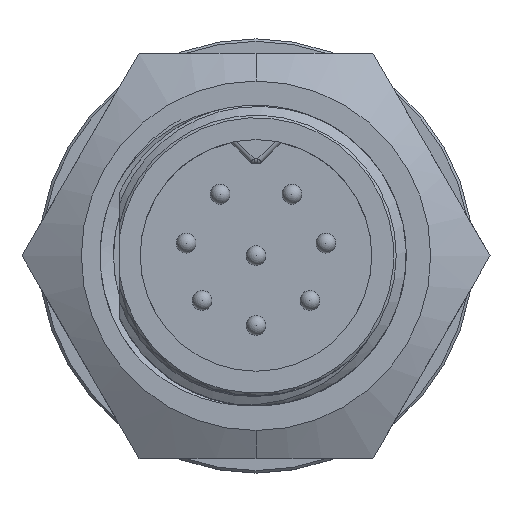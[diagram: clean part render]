
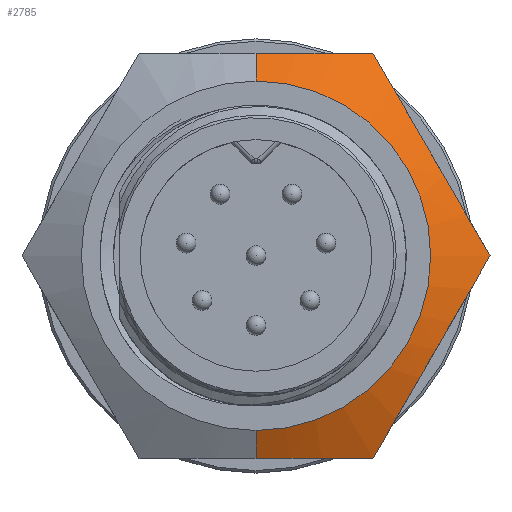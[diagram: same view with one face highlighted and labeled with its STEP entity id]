
A CAD part, top view. The second image highlights one B-rep face of the part: STEP entity #2785.
In plain terms, the highlighted conical face has half-angle 61.689 degrees and reference radius 11.926 mm.
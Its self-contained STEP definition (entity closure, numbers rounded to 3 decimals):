
#216 = CARTESIAN_POINT ( 'NONE',  ( 1.012, -10.312, -0.766 ) ) ;
#284 = CARTESIAN_POINT ( 'NONE',  ( 2.511, 10.312, -0.923 ) ) ;
#298 = DIRECTION ( 'NONE',  ( 0., -0.88, -0.474 ) ) ;
#324 = AXIS2_PLACEMENT_3D ( 'NONE', #13259, #11332, #9403 ) ;
#405 = ORIENTED_EDGE ( 'NONE', *, *, #15887, .F. ) ;
#885 = ORIENTED_EDGE ( 'NONE', *, *, #5424, .F. ) ;
#992 = VERTEX_POINT ( 'NONE', #20956 ) ;
#2225 = CARTESIAN_POINT ( 'NONE',  ( 4.98, 10.312, -1.363 ) ) ;
#2365 = CARTESIAN_POINT ( 'NONE',  ( 7.922, 6.904, -0.848 ) ) ;
#2514 = EDGE_CURVE ( 'NONE', #3771, #6491, #18863, .T. ) ;
#2680 = CARTESIAN_POINT ( 'NONE',  ( 5.954, -10.312, -1.626 ) ) ;
#2785 = ADVANCED_FACE ( 'NONE', ( #21762 ), #15443, .T. ) ;
#2850 = VERTEX_POINT ( 'NONE', #5588 ) ;
#2974 = CARTESIAN_POINT ( 'NONE',  ( 9.94, -3.408, -0.848 ) ) ;
#3188 = LINE ( 'NONE', #11862, #13468 ) ;
#3771 = VERTEX_POINT ( 'NONE', #22478 ) ;
#3955 = VERTEX_POINT ( 'NONE', #13074 ) ;
#4311 = CARTESIAN_POINT ( 'NONE',  ( 9.179, 4.726, -0.766 ) ) ;
#4675 = B_SPLINE_CURVE_WITH_KNOTS ( 'NONE', 3,
 ( #21416, #6015, #23350, #11849, #284, #13784, #2225, #15713 ),
 .UNSPECIFIED., .F., .F.,
 ( 4, 2, 2, 4 ),
 ( 0.006, 0.008, 0.009, 0.012 ),
 .UNSPECIFIED. ) ;
#4920 = CARTESIAN_POINT ( 'NONE',  ( 8.683, -5.586, -0.766 ) ) ;
#5424 = EDGE_CURVE ( 'NONE', #6491, #992, #19359, .T. ) ;
#5438 = B_SPLINE_CURVE_WITH_KNOTS ( 'NONE', 3,
 ( #23486, #9969, #13921, #2365, #15857, #4311, #17780, #6247, #19721, #8183, #21641, #10149 ),
 .UNSPECIFIED., .F., .F.,
 ( 4, 2, 2, 2, 2, 4 ),
 ( 0., 0.003, 0.006, 0.008, 0.009, 0.012 ),
 .UNSPECIFIED. ) ;
#5588 = CARTESIAN_POINT ( 'NONE',  ( 0., 8.89, 0. ) ) ;
#6015 = CARTESIAN_POINT ( 'NONE',  ( 0.504, 10.312, -0.766 ) ) ;
#6247 = CARTESIAN_POINT ( 'NONE',  ( 9.934, 3.418, -0.864 ) ) ;
#6428 = CARTESIAN_POINT ( 'NONE',  ( 0., 0., 0. ) ) ;
#6491 = VERTEX_POINT ( 'NONE', #2680 ) ;
#6814 = DIRECTION ( 'NONE',  ( 0., 0.88, -0.474 ) ) ;
#6857 = CARTESIAN_POINT ( 'NONE',  ( 7.927, -6.894, -0.864 ) ) ;
#7878 = CARTESIAN_POINT ( 'NONE',  ( 5.954, -10.312, -1.626 ) ) ;
#8183 = CARTESIAN_POINT ( 'NONE',  ( 10.929, 1.696, -1.146 ) ) ;
#8361 = EDGE_CURVE ( 'NONE', #13158, #992, #3188, .T. ) ;
#8380 = DIRECTION ( 'NONE',  ( 0., 1., 0. ) ) ;
#8732 = LINE ( 'NONE', #9327, #18961 ) ;
#8808 = CARTESIAN_POINT ( 'NONE',  ( 6.933, -8.616, -1.146 ) ) ;
#9115 = ORIENTED_EDGE ( 'NONE', *, *, #8361, .T. ) ;
#9327 = CARTESIAN_POINT ( 'NONE',  ( 0., 11.926, -1.635 ) ) ;
#9403 = DIRECTION ( 'NONE',  ( 0., 1., 0. ) ) ;
#9471 = ORIENTED_EDGE ( 'NONE', *, *, #12564, .F. ) ;
#9847 = ORIENTED_EDGE ( 'NONE', *, *, #20075, .F. ) ;
#9969 = CARTESIAN_POINT ( 'NONE',  ( 6.441, 9.468, -1.363 ) ) ;
#10032 = ORIENTED_EDGE ( 'NONE', *, *, #2514, .F. ) ;
#10093 = ORIENTED_EDGE ( 'NONE', *, *, #21686, .F. ) ;
#10149 = CARTESIAN_POINT ( 'NONE',  ( 11.908, 0., -1.626 ) ) ;
#10750 = CARTESIAN_POINT ( 'NONE',  ( 5.954, -10.312, -1.626 ) ) ;
#11332 = DIRECTION ( 'NONE',  ( 0., 0., -1. ) ) ;
#11768 = CARTESIAN_POINT ( 'NONE',  ( 2.012, -10.312, -0.848 ) ) ;
#11849 = CARTESIAN_POINT ( 'NONE',  ( 2.013, 10.312, -0.865 ) ) ;
#11862 = CARTESIAN_POINT ( 'NONE',  ( 0., -11.926, -1.635 ) ) ;
#12371 = VERTEX_POINT ( 'NONE', #18743 ) ;
#12564 = EDGE_CURVE ( 'NONE', #13158, #2850, #21736, .T. ) ;
#12600 = CARTESIAN_POINT ( 'NONE',  ( 11.42, -0.844, -1.363 ) ) ;
#13074 = CARTESIAN_POINT ( 'NONE',  ( 5.954, 10.312, -1.626 ) ) ;
#13158 = VERTEX_POINT ( 'NONE', #14740 ) ;
#13259 = CARTESIAN_POINT ( 'NONE',  ( 0., 0., -1.635 ) ) ;
#13468 = VECTOR ( 'NONE', #298, 1000. ) ;
#13706 = CARTESIAN_POINT ( 'NONE',  ( 0., -10.312, -0.766 ) ) ;
#13784 = CARTESIAN_POINT ( 'NONE',  ( 3.998, 10.312, -1.147 ) ) ;
#13921 = CARTESIAN_POINT ( 'NONE',  ( 6.932, 8.619, -1.147 ) ) ;
#14466 = CARTESIAN_POINT ( 'NONE',  ( 11.908, 0., -1.626 ) ) ;
#14542 = CARTESIAN_POINT ( 'NONE',  ( 10.93, -1.694, -1.147 ) ) ;
#14740 = CARTESIAN_POINT ( 'NONE',  ( 0., -8.89, 0. ) ) ;
#15443 = CONICAL_SURFACE ( 'NONE', #324, 11.926, 1.077 ) ;
#15713 = CARTESIAN_POINT ( 'NONE',  ( 5.954, 10.312, -1.626 ) ) ;
#15857 = CARTESIAN_POINT ( 'NONE',  ( 8.421, 6.039, -0.767 ) ) ;
#15887 = EDGE_CURVE ( 'NONE', #2850, #12371, #8732, .T. ) ;
#16466 = CARTESIAN_POINT ( 'NONE',  ( 9.44, -4.274, -0.767 ) ) ;
#17780 = CARTESIAN_POINT ( 'NONE',  ( 9.432, 4.288, -0.786 ) ) ;
#18385 = CARTESIAN_POINT ( 'NONE',  ( 8.429, -6.025, -0.786 ) ) ;
#18743 = CARTESIAN_POINT ( 'NONE',  ( 0., 10.312, -0.766 ) ) ;
#18863 = B_SPLINE_CURVE_WITH_KNOTS ( 'NONE', 3,
 ( #14466, #12600, #14542, #2974, #16466, #4920, #18385, #6857, #20327, #8808, #22243, #10750 ),
 .UNSPECIFIED., .F., .F.,
 ( 4, 2, 2, 2, 2, 4 ),
 ( 0., 0.003, 0.006, 0.008, 0.009, 0.012 ),
 .UNSPECIFIED. ) ;
#18961 = VECTOR ( 'NONE', #6814, 1000. ) ;
#19359 = B_SPLINE_CURVE_WITH_KNOTS ( 'NONE', 3,
 ( #7878, #19413, #23274, #11768, #216, #13706 ),
 .UNSPECIFIED., .F., .F.,
 ( 4, 2, 4 ),
 ( 0., 0.003, 0.006 ),
 .UNSPECIFIED. ) ;
#19413 = CARTESIAN_POINT ( 'NONE',  ( 4.978, -10.312, -1.363 ) ) ;
#19721 = CARTESIAN_POINT ( 'NONE',  ( 10.184, 2.986, -0.922 ) ) ;
#19903 = DIRECTION ( 'NONE',  ( 0., 0., 1. ) ) ;
#20075 = EDGE_CURVE ( 'NONE', #12371, #3955, #4675, .T. ) ;
#20327 = CARTESIAN_POINT ( 'NONE',  ( 7.678, -7.326, -0.922 ) ) ;
#20956 = CARTESIAN_POINT ( 'NONE',  ( 0., -10.312, -0.766 ) ) ;
#21187 = EDGE_LOOP ( 'NONE', ( #9471, #9115, #885, #10032, #10093, #9847, #405 ) ) ;
#21416 = CARTESIAN_POINT ( 'NONE',  ( 0., 10.312, -0.766 ) ) ;
#21641 = CARTESIAN_POINT ( 'NONE',  ( 11.42, 0.845, -1.363 ) ) ;
#21686 = EDGE_CURVE ( 'NONE', #3955, #3771, #5438, .T. ) ;
#21736 = CIRCLE ( 'NONE', #22317, 8.89 ) ;
#21762 = FACE_OUTER_BOUND ( 'NONE', #21187, .T. ) ;
#22243 = CARTESIAN_POINT ( 'NONE',  ( 6.442, -9.467, -1.363 ) ) ;
#22317 = AXIS2_PLACEMENT_3D ( 'NONE', #6428, #19903, #8380 ) ;
#22478 = CARTESIAN_POINT ( 'NONE',  ( 11.908, 0., -1.626 ) ) ;
#23274 = CARTESIAN_POINT ( 'NONE',  ( 3.995, -10.312, -1.146 ) ) ;
#23350 = CARTESIAN_POINT ( 'NONE',  ( 1.01, 10.312, -0.786 ) ) ;
#23486 = CARTESIAN_POINT ( 'NONE',  ( 5.954, 10.312, -1.626 ) ) ;
